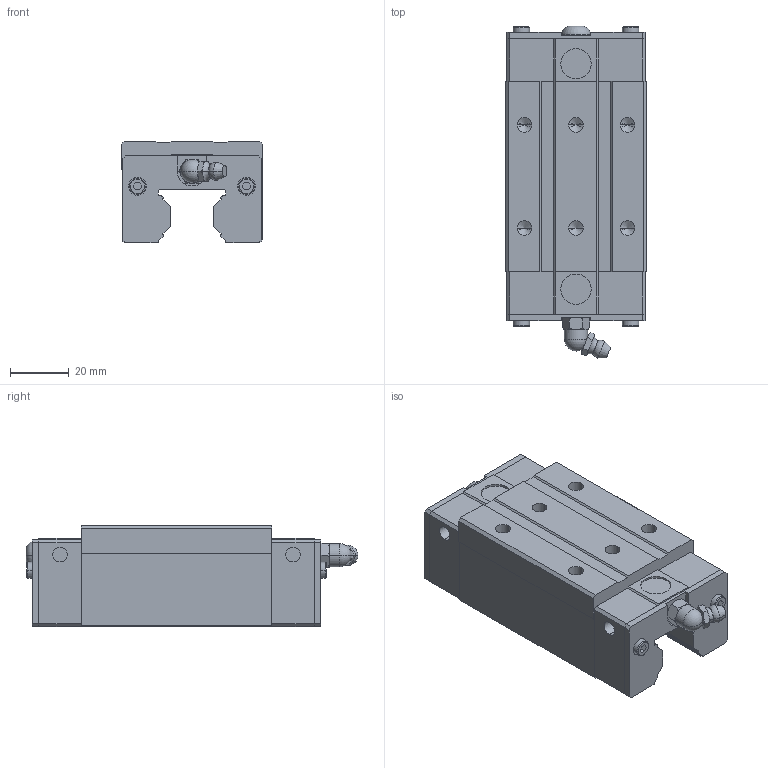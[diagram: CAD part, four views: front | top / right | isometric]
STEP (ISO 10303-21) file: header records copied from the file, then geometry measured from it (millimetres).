
FILE_DESCRIPTION(('STEP AP214'),'1');
FILE_NAME('cctmp_BEEC82E5-6C0A-4811-B158-24BC3822B441_2024_08_20_20_24_32_0109..stp','2024-08-20T18:24:32',('HIWIN GmbH'),('CADClick - www.CADClick.com'),'Spatial InterOp 3D',' ','unknown authorization');
FILE_SCHEMA(('AUTOMOTIVE_DESIGN'));
Length unit declared in the file: millimetre
Products named in the file (1): RGH25CAZAH_FILE
Bounding box: 48 x 112.61 x 34.5 mm (x, y, z)
Volume: 119258.4 mm3; surface area: 24964.9 mm2
Topology: 1 solids, 5 shells, 342 faces, 882 edges, 564 vertices
Faces by surface type: plane 184, cylinder 96, torus 30, cone 30, sphere 2
Entity records: 13288 total; most frequent: CARTESIAN_POINT 2159, DIRECTION 1754, ORIENTED_EDGE 1736, EDGE_CURVE 868, AXIS2_PLACEMENT_3D 599, VERTEX_POINT 564, LINE 556, VECTOR 556
